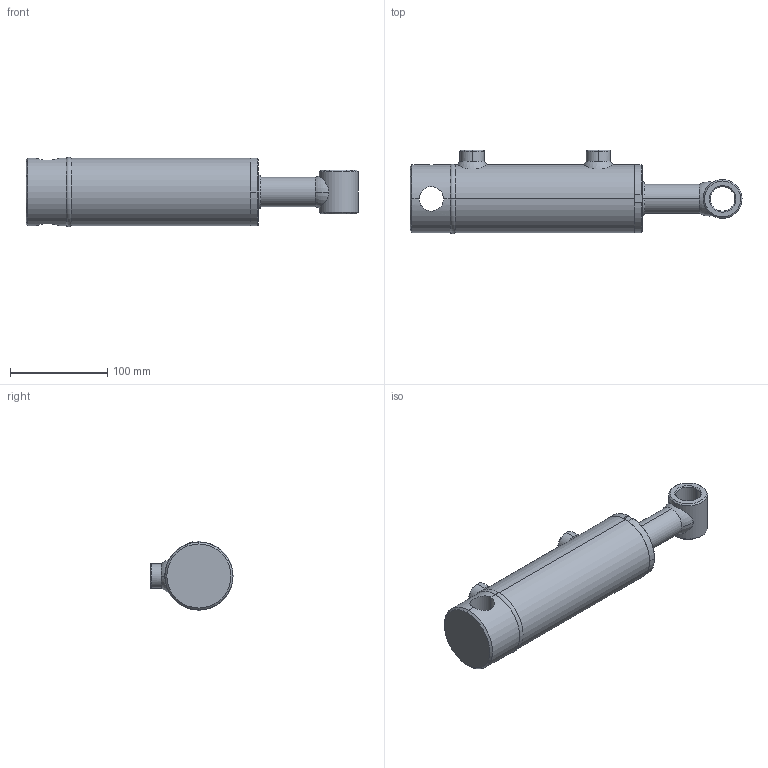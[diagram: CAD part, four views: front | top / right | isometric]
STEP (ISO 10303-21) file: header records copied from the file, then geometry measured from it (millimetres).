
FILE_DESCRIPTION (( 'STEP AP203' ), '1' );
FILE_NAME ('703.1.STEP', '2014-07-25T06:42:27', ( '' ), ( '' ), 'SwSTEP 2.0', 'SolidWorks 2013', '' );
FILE_SCHEMA (( 'CONFIG_CONTROL_DESIGN' ));
Length unit declared in the file: millimetre
Products named in the file (1): 703.1
Bounding box: 342 x 85.68 x 71.45 mm (x, y, z)
Surface area: 105738.6 mm2 (no closed solid volume)
Topology: 0 solids, 12 shells, 86 faces, 219 edges, 140 vertices
Faces by surface type: cylinder 31, cone 31, plane 12, torus 12
Entity records: 3548 total; most frequent: CARTESIAN_POINT 1384, DIRECTION 476, ORIENTED_EDGE 380, EDGE_CURVE 219, AXIS2_PLACEMENT_3D 202, VERTEX_POINT 140, CIRCLE 115, EDGE_LOOP 100
